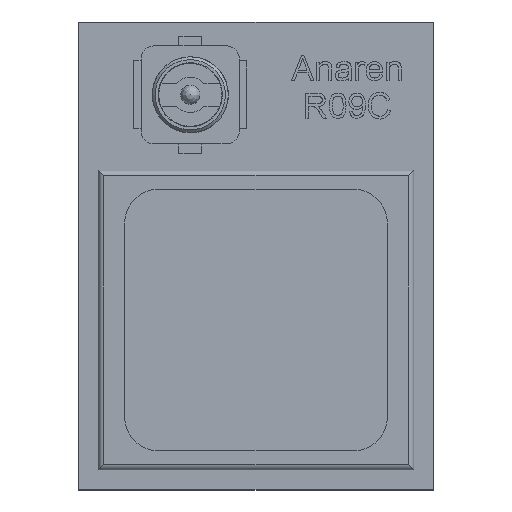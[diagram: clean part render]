
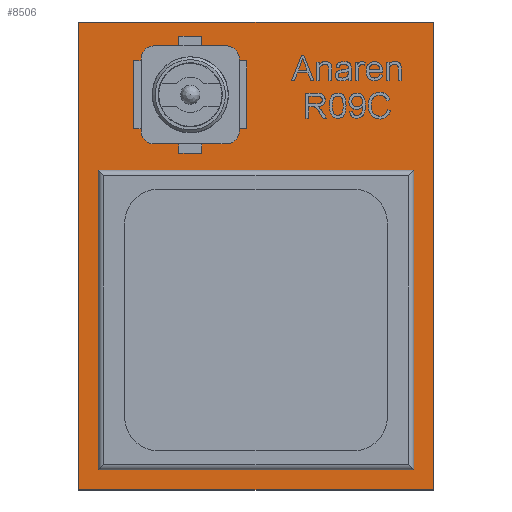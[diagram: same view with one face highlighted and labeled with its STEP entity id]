
A CAD part, top view. The second image highlights one B-rep face of the part: STEP entity #8506.
In plain terms, the highlighted planar face has unit normal (0, 0, 1).
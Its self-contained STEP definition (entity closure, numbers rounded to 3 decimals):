
#5076 = VERTEX_POINT('',#5077);
#5077 = CARTESIAN_POINT('',(4.7,6.2,0.6));
#5084 = PLANE('',#5085);
#5085 = AXIS2_PLACEMENT_3D('',#5086,#5087,#5088);
#5086 = CARTESIAN_POINT('',(4.7,6.2,0.));
#5087 = DIRECTION('',(1.,0.,0.));
#5088 = DIRECTION('',(0.,-1.,0.));
#5096 = PLANE('',#5097);
#5097 = AXIS2_PLACEMENT_3D('',#5098,#5099,#5100);
#5098 = CARTESIAN_POINT('',(-4.7,6.2,0.));
#5099 = DIRECTION('',(0.,1.,0.));
#5100 = DIRECTION('',(1.,0.,0.));
#5108 = EDGE_CURVE('',#5076,#5109,#5111,.T.);
#5109 = VERTEX_POINT('',#5110);
#5110 = CARTESIAN_POINT('',(4.7,-6.2,0.6));
#5111 = SURFACE_CURVE('',#5112,(#5116,#5123),.PCURVE_S1.);
#5112 = LINE('',#5113,#5114);
#5113 = CARTESIAN_POINT('',(4.7,6.2,0.6));
#5114 = VECTOR('',#5115,1.);
#5115 = DIRECTION('',(0.,-1.,0.));
#5116 = PCURVE('',#5084,#5117);
#5117 = DEFINITIONAL_REPRESENTATION('',(#5118),#5122);
#5118 = LINE('',#5119,#5120);
#5119 = CARTESIAN_POINT('',(0.,-0.6));
#5120 = VECTOR('',#5121,1.);
#5121 = DIRECTION('',(1.,0.));
#5122 = ( GEOMETRIC_REPRESENTATION_CONTEXT(2) 
PARAMETRIC_REPRESENTATION_CONTEXT() REPRESENTATION_CONTEXT('2D SPACE',''
  ) );
#5123 = PCURVE('',#5124,#5129);
#5124 = PLANE('',#5125);
#5125 = AXIS2_PLACEMENT_3D('',#5126,#5127,#5128);
#5126 = CARTESIAN_POINT('',(0.,0.,0.6));
#5127 = DIRECTION('',(0.,0.,1.));
#5128 = DIRECTION('',(1.,0.,0.));
#5129 = DEFINITIONAL_REPRESENTATION('',(#5130),#5134);
#5130 = LINE('',#5131,#5132);
#5131 = CARTESIAN_POINT('',(4.7,6.2));
#5132 = VECTOR('',#5133,1.);
#5133 = DIRECTION('',(0.,-1.));
#5134 = ( GEOMETRIC_REPRESENTATION_CONTEXT(2) 
PARAMETRIC_REPRESENTATION_CONTEXT() REPRESENTATION_CONTEXT('2D SPACE',''
  ) );
#5152 = PLANE('',#5153);
#5153 = AXIS2_PLACEMENT_3D('',#5154,#5155,#5156);
#5154 = CARTESIAN_POINT('',(4.7,-6.2,0.));
#5155 = DIRECTION('',(0.,-1.,0.));
#5156 = DIRECTION('',(-1.,0.,0.));
#5196 = VERTEX_POINT('',#5197);
#5197 = CARTESIAN_POINT('',(-4.7,6.2,0.6));
#5211 = PLANE('',#5212);
#5212 = AXIS2_PLACEMENT_3D('',#5213,#5214,#5215);
#5213 = CARTESIAN_POINT('',(-4.7,-6.2,0.));
#5214 = DIRECTION('',(-1.,0.,0.));
#5215 = DIRECTION('',(0.,1.,0.));
#5223 = EDGE_CURVE('',#5196,#5076,#5224,.T.);
#5224 = SURFACE_CURVE('',#5225,(#5229,#5236),.PCURVE_S1.);
#5225 = LINE('',#5226,#5227);
#5226 = CARTESIAN_POINT('',(-4.7,6.2,0.6));
#5227 = VECTOR('',#5228,1.);
#5228 = DIRECTION('',(1.,0.,0.));
#5229 = PCURVE('',#5096,#5230);
#5230 = DEFINITIONAL_REPRESENTATION('',(#5231),#5235);
#5231 = LINE('',#5232,#5233);
#5232 = CARTESIAN_POINT('',(0.,-0.6));
#5233 = VECTOR('',#5234,1.);
#5234 = DIRECTION('',(1.,0.));
#5235 = ( GEOMETRIC_REPRESENTATION_CONTEXT(2) 
PARAMETRIC_REPRESENTATION_CONTEXT() REPRESENTATION_CONTEXT('2D SPACE',''
  ) );
#5236 = PCURVE('',#5124,#5237);
#5237 = DEFINITIONAL_REPRESENTATION('',(#5238),#5242);
#5238 = LINE('',#5239,#5240);
#5239 = CARTESIAN_POINT('',(-4.7,6.2));
#5240 = VECTOR('',#5241,1.);
#5241 = DIRECTION('',(1.,0.));
#5242 = ( GEOMETRIC_REPRESENTATION_CONTEXT(2) 
PARAMETRIC_REPRESENTATION_CONTEXT() REPRESENTATION_CONTEXT('2D SPACE',''
  ) );
#8506 = ADVANCED_FACE('',(#8507),#5124,.T.);
#8507 = FACE_BOUND('',#8508,.T.);
#8508 = EDGE_LOOP('',(#8509,#8510,#8511,#8534));
#8509 = ORIENTED_EDGE('',*,*,#5108,.F.);
#8510 = ORIENTED_EDGE('',*,*,#5223,.F.);
#8511 = ORIENTED_EDGE('',*,*,#8512,.F.);
#8512 = EDGE_CURVE('',#8513,#5196,#8515,.T.);
#8513 = VERTEX_POINT('',#8514);
#8514 = CARTESIAN_POINT('',(-4.7,-6.2,0.6));
#8515 = SURFACE_CURVE('',#8516,(#8520,#8527),.PCURVE_S1.);
#8516 = LINE('',#8517,#8518);
#8517 = CARTESIAN_POINT('',(-4.7,-6.2,0.6));
#8518 = VECTOR('',#8519,1.);
#8519 = DIRECTION('',(0.,1.,0.));
#8520 = PCURVE('',#5124,#8521);
#8521 = DEFINITIONAL_REPRESENTATION('',(#8522),#8526);
#8522 = LINE('',#8523,#8524);
#8523 = CARTESIAN_POINT('',(-4.7,-6.2));
#8524 = VECTOR('',#8525,1.);
#8525 = DIRECTION('',(0.,1.));
#8526 = ( GEOMETRIC_REPRESENTATION_CONTEXT(2) 
PARAMETRIC_REPRESENTATION_CONTEXT() REPRESENTATION_CONTEXT('2D SPACE',''
  ) );
#8527 = PCURVE('',#5211,#8528);
#8528 = DEFINITIONAL_REPRESENTATION('',(#8529),#8533);
#8529 = LINE('',#8530,#8531);
#8530 = CARTESIAN_POINT('',(0.,-0.6));
#8531 = VECTOR('',#8532,1.);
#8532 = DIRECTION('',(1.,0.));
#8533 = ( GEOMETRIC_REPRESENTATION_CONTEXT(2) 
PARAMETRIC_REPRESENTATION_CONTEXT() REPRESENTATION_CONTEXT('2D SPACE',''
  ) );
#8534 = ORIENTED_EDGE('',*,*,#8535,.F.);
#8535 = EDGE_CURVE('',#5109,#8513,#8536,.T.);
#8536 = SURFACE_CURVE('',#8537,(#8541,#8548),.PCURVE_S1.);
#8537 = LINE('',#8538,#8539);
#8538 = CARTESIAN_POINT('',(4.7,-6.2,0.6));
#8539 = VECTOR('',#8540,1.);
#8540 = DIRECTION('',(-1.,0.,0.));
#8541 = PCURVE('',#5124,#8542);
#8542 = DEFINITIONAL_REPRESENTATION('',(#8543),#8547);
#8543 = LINE('',#8544,#8545);
#8544 = CARTESIAN_POINT('',(4.7,-6.2));
#8545 = VECTOR('',#8546,1.);
#8546 = DIRECTION('',(-1.,0.));
#8547 = ( GEOMETRIC_REPRESENTATION_CONTEXT(2) 
PARAMETRIC_REPRESENTATION_CONTEXT() REPRESENTATION_CONTEXT('2D SPACE',''
  ) );
#8548 = PCURVE('',#5152,#8549);
#8549 = DEFINITIONAL_REPRESENTATION('',(#8550),#8554);
#8550 = LINE('',#8551,#8552);
#8551 = CARTESIAN_POINT('',(0.,-0.6));
#8552 = VECTOR('',#8553,1.);
#8553 = DIRECTION('',(1.,0.));
#8554 = ( GEOMETRIC_REPRESENTATION_CONTEXT(2) 
PARAMETRIC_REPRESENTATION_CONTEXT() REPRESENTATION_CONTEXT('2D SPACE',''
  ) );
